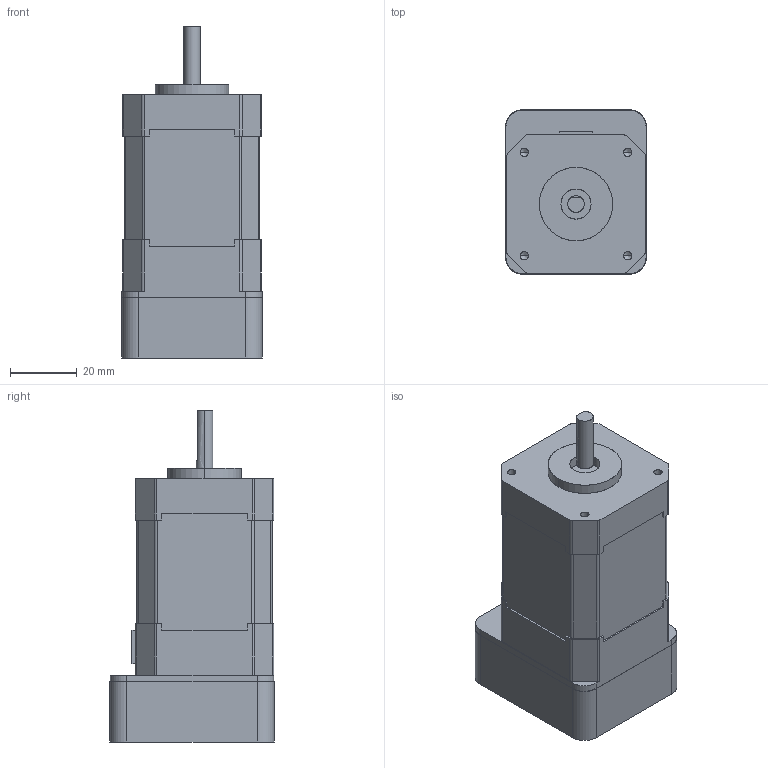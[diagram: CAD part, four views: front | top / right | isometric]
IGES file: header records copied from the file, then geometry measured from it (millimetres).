
Start section: SolidWorks IGES file using analytic representation for surfaces
Global section: file name: CS42-050C8AE.IGS,; native system: SolidWorks 2007; preprocessor: SolidWorks 2007; author: Administrator; date: 121001.095936; units: millimetre
Bounding box: 42.2 x 49.2 x 99.5 mm (x, y, z)
Surface area: 17511 mm2 (no closed solid volume)
Topology: 0 solids, 0 shells, 164 faces, 1610 edges, 1602 vertices
Faces by surface type: bspline 106, revolution 58
